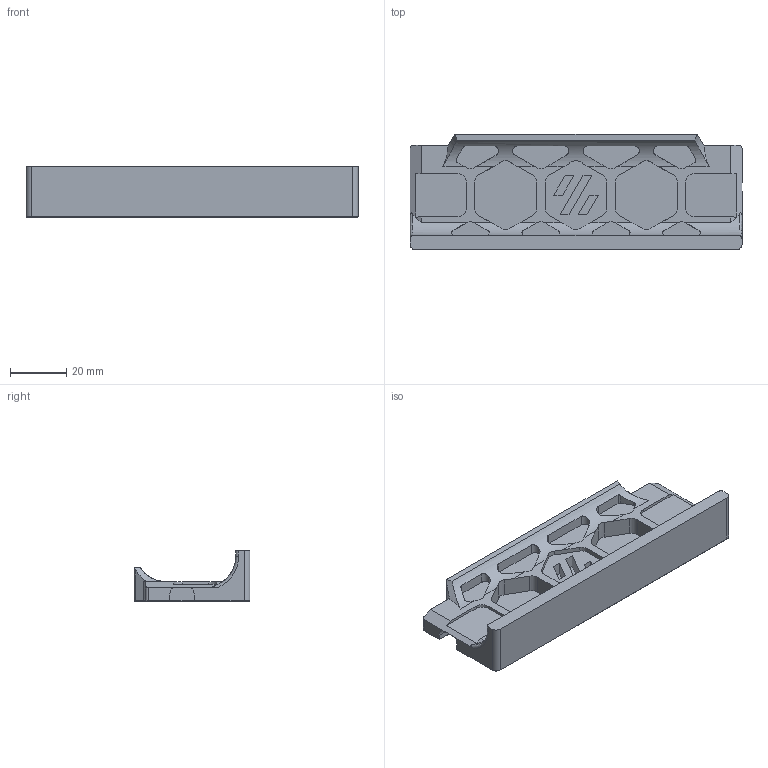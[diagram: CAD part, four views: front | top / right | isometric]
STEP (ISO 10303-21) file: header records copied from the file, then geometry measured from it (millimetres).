
FILE_DESCRIPTION(/* description */ (''),/* implementation_level */ '2;1');
FILE_NAME(/* name */ 'centrale_skirt_configurable.step',/* time_stamp */ '2024-05-12T14:55:30+02:00',/* author */ (''),/* organization */ (''),/* preprocessor_version */ 'ST-DEVELOPER v20',/* originating_system */ 'Autodesk Translation Framework v12.20.1.177',/* authorisation */ '');
FILE_SCHEMA (('AUTOMOTIVE_DESIGN { 1 0 10303 214 3 1 1 }'));
Length unit declared in the file: millimetre
Products named in the file (2): centrale skirt; M3HeatsertShort x4.0mm hole94459A130 v2
Assembly tree (2 placements, depth 2):
  centrale skirt
    M3HeatsertShort x4.0mm hole94459A130 v2  x2
Bounding box: 117.9 x 41.1 x 18 mm (x, y, z)
Volume: 32359.4 mm3; surface area: 18515.2 mm2
Topology: 8 solids, 8 shells, 899 faces, 2460 edges, 1591 vertices
Faces by surface type: plane 272, cylinder 250, cone 231, bspline 120, torus 26
Full cylindrical faces by diameter (mm): 2.9 x1, 3 x12, 3.19 x1, 3.422 x4, 3.9 x2, 4.6 x2, 6.1 x2
Entity records: 29729 total; most frequent: CARTESIAN_POINT 13081, ORIENTED_EDGE 3670, DIRECTION 3323, EDGE_CURVE 1835, AXIS2_PLACEMENT_3D 1260, VERTEX_POINT 1175, LINE 803, VECTOR 803
